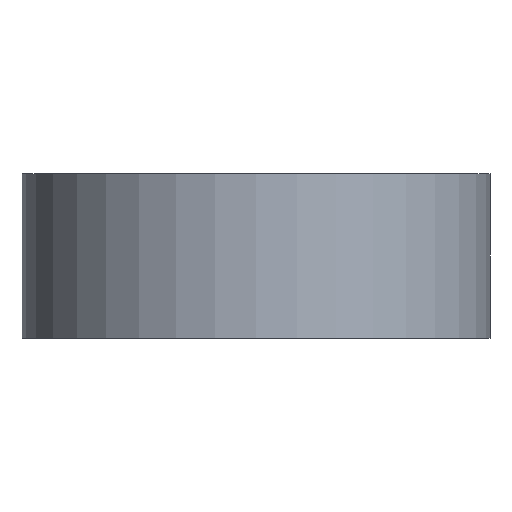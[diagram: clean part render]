
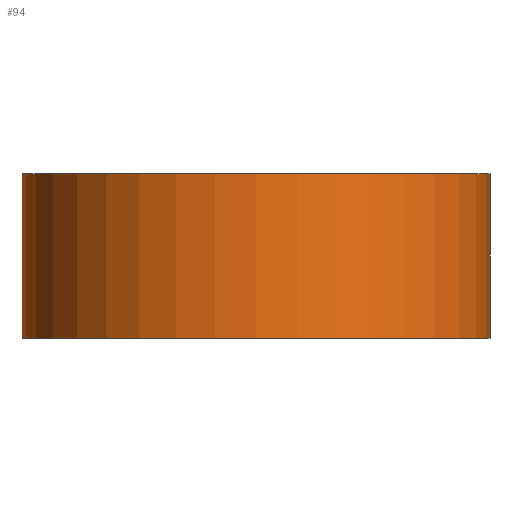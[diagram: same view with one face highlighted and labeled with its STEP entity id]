
A CAD part, front view. The second image highlights one B-rep face of the part: STEP entity #94.
In plain terms, the highlighted cylindrical face has radius 24.15 mm (diameter 48.3 mm), a partial arc.
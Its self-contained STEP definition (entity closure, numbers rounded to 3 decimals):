
#2 = VERTEX_POINT ( 'NONE', #130 ) ;
#6 = VERTEX_POINT ( 'NONE', #63 ) ;
#8 = EDGE_CURVE ( 'NONE', #6, #71, #62, .T. ) ;
#25 = VERTEX_POINT ( 'NONE', #213 ) ;
#59 = DIRECTION ( 'NONE',  ( 0., 0., 1. ) ) ;
#60 = VECTOR ( 'NONE', #59, 1000. ) ;
#61 = CARTESIAN_POINT ( 'NONE',  ( -24.15, 0., 0. ) ) ;
#62 = LINE ( 'NONE', #61, #60 ) ;
#63 = CARTESIAN_POINT ( 'NONE',  ( -24.15, 0., -17. ) ) ;
#71 = VERTEX_POINT ( 'NONE', #206 ) ;
#73 = EDGE_CURVE ( 'NONE', #71, #2, #204, .T. ) ;
#75 = EDGE_CURVE ( 'NONE', #6, #25, #144, .T. ) ;
#94 = ADVANCED_FACE ( 'NONE', ( #251 ), #247, .T. ) ;
#101 = ORIENTED_EDGE ( 'NONE', *, *, #75, .T. ) ;
#102 = ORIENTED_EDGE ( 'NONE', *, *, #128, .T. ) ;
#103 = ORIENTED_EDGE ( 'NONE', *, *, #73, .F. ) ;
#108 = EDGE_LOOP ( 'NONE', ( #109, #101, #102, #103 ) ) ;
#109 = ORIENTED_EDGE ( 'NONE', *, *, #8, .F. ) ;
#128 = EDGE_CURVE ( 'NONE', #25, #2, #276, .T. ) ;
#130 = CARTESIAN_POINT ( 'NONE',  ( 24.15, 0., 0. ) ) ;
#141 = DIRECTION ( 'NONE',  ( 1., 0., 0. ) ) ;
#142 = DIRECTION ( 'NONE',  ( 0., 0., 1. ) ) ;
#143 = AXIS2_PLACEMENT_3D ( 'NONE', #205, #142, #141 ) ;
#144 = CIRCLE ( 'NONE', #143, 24.15 ) ;
#200 = DIRECTION ( 'NONE',  ( 1., 0., 0. ) ) ;
#201 = DIRECTION ( 'NONE',  ( 0., 0., 1. ) ) ;
#202 = CARTESIAN_POINT ( 'NONE',  ( 0., 0., 0. ) ) ;
#203 = AXIS2_PLACEMENT_3D ( 'NONE', #202, #201, #200 ) ;
#204 = CIRCLE ( 'NONE', #203, 24.15 ) ;
#205 = CARTESIAN_POINT ( 'NONE',  ( 0., 0., -17. ) ) ;
#206 = CARTESIAN_POINT ( 'NONE',  ( -24.15, 0., 0. ) ) ;
#213 = CARTESIAN_POINT ( 'NONE',  ( 24.15, 0., -17. ) ) ;
#230 = DIRECTION ( 'NONE',  ( 1., 0., 0. ) ) ;
#231 = AXIS2_PLACEMENT_3D ( 'NONE', #246, #250, #230 ) ;
#246 = CARTESIAN_POINT ( 'NONE',  ( 0., 0., 0. ) ) ;
#247 = CYLINDRICAL_SURFACE ( 'NONE', #231, 24.15 ) ;
#250 = DIRECTION ( 'NONE',  ( 0., 0., 1. ) ) ;
#251 = FACE_OUTER_BOUND ( 'NONE', #108, .T. ) ;
#273 = DIRECTION ( 'NONE',  ( 0., 0., 1. ) ) ;
#274 = VECTOR ( 'NONE', #273, 1000. ) ;
#275 = CARTESIAN_POINT ( 'NONE',  ( 24.15, 0., 0. ) ) ;
#276 = LINE ( 'NONE', #275, #274 ) ;
